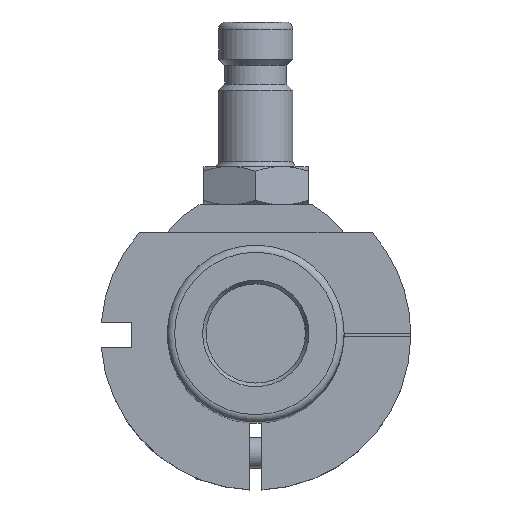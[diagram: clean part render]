
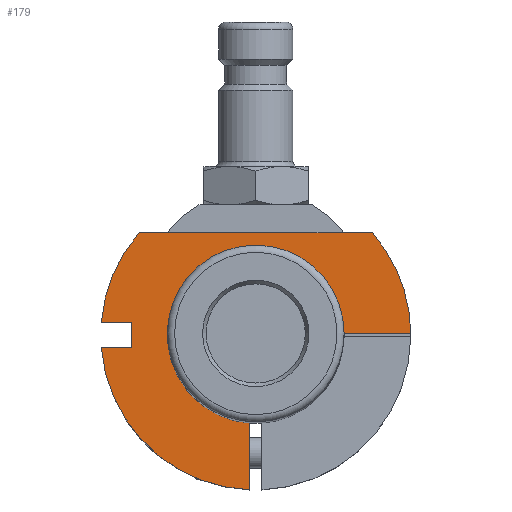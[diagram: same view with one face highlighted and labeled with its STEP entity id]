
A CAD part, top view. The second image highlights one B-rep face of the part: STEP entity #179.
In plain terms, the highlighted planar face has unit normal (0, 0, 1).
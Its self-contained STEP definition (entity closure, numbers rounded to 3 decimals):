
#127=FACE_OUTER_BOUND('',#367,.T.);
#179=ADVANCED_FACE('',(#127),#259,.T.);
#259=PLANE('',#1293);
#367=EDGE_LOOP('',(#576,#577,#578,#579,#580,#581,#582,#583,#584,#585));
#477=CIRCLE('',#1276,25.);
#483=CIRCLE('',#1285,25.);
#487=CIRCLE('',#1291,25.);
#488=CIRCLE('',#1292,14.25);
#576=ORIENTED_EDGE('',*,*,#1003,.T.);
#577=ORIENTED_EDGE('',*,*,#978,.F.);
#578=ORIENTED_EDGE('',*,*,#1004,.T.);
#579=ORIENTED_EDGE('',*,*,#991,.F.);
#580=ORIENTED_EDGE('',*,*,#1005,.T.);
#581=ORIENTED_EDGE('',*,*,#1006,.T.);
#582=ORIENTED_EDGE('',*,*,#1007,.F.);
#583=ORIENTED_EDGE('',*,*,#1008,.F.);
#584=ORIENTED_EDGE('',*,*,#1009,.T.);
#585=ORIENTED_EDGE('',*,*,#1010,.T.);
#867=VERTEX_POINT('',#1804);
#868=VERTEX_POINT('',#1806);
#878=VERTEX_POINT('',#1832);
#879=VERTEX_POINT('',#1833);
#888=VERTEX_POINT('',#1856);
#889=VERTEX_POINT('',#1859);
#890=VERTEX_POINT('',#1861);
#891=VERTEX_POINT('',#1863);
#892=VERTEX_POINT('',#1865);
#893=VERTEX_POINT('',#1867);
#978=EDGE_CURVE('',#867,#868,#477,.T.);
#991=EDGE_CURVE('',#878,#879,#483,.T.);
#1003=EDGE_CURVE('',#888,#868,#1149,.T.);
#1004=EDGE_CURVE('',#867,#879,#1150,.T.);
#1005=EDGE_CURVE('',#878,#889,#1151,.T.);
#1006=EDGE_CURVE('',#889,#890,#1152,.T.);
#1007=EDGE_CURVE('',#891,#890,#1153,.T.);
#1008=EDGE_CURVE('',#892,#891,#487,.T.);
#1009=EDGE_CURVE('',#892,#893,#1154,.T.);
#1010=EDGE_CURVE('',#893,#888,#488,.T.);
#1149=LINE('',#1855,#1220);
#1150=LINE('',#1857,#1221);
#1151=LINE('',#1858,#1222);
#1152=LINE('',#1860,#1223);
#1153=LINE('',#1862,#1224);
#1154=LINE('',#1866,#1225);
#1220=VECTOR('',#1480,1.);
#1221=VECTOR('',#1481,1.);
#1222=VECTOR('',#1482,1.);
#1223=VECTOR('',#1483,1.);
#1224=VECTOR('',#1484,1.);
#1225=VECTOR('',#1487,1.);
#1276=AXIS2_PLACEMENT_3D('',#1805,#1435,#1436);
#1285=AXIS2_PLACEMENT_3D('',#1831,#1460,#1461);
#1291=AXIS2_PLACEMENT_3D('',#1864,#1485,#1486);
#1292=AXIS2_PLACEMENT_3D('',#1868,#1488,#1489);
#1293=AXIS2_PLACEMENT_3D('',#1869,#1490,#1491);
#1435=DIRECTION('',(0.,0.,-1.));
#1436=DIRECTION('',(0.,-1.,0.));
#1460=DIRECTION('',(0.,0.,-1.));
#1461=DIRECTION('',(0.,-1.,0.));
#1480=DIRECTION('',(1.,0.,0.));
#1481=DIRECTION('',(-1.,0.,0.));
#1482=DIRECTION('',(1.,0.,0.));
#1483=DIRECTION('',(0.,-1.,0.));
#1484=DIRECTION('',(1.,0.,0.));
#1485=DIRECTION('',(0.,0.,-1.));
#1486=DIRECTION('',(0.,-1.,0.));
#1487=DIRECTION('',(0.,1.,0.));
#1488=DIRECTION('',(0.,0.,-1.));
#1489=DIRECTION('',(0.,-1.,0.));
#1490=DIRECTION('',(0.,0.,1.));
#1491=DIRECTION('',(0.,1.,0.));
#1804=CARTESIAN_POINT('',(18.782,16.5,-4.24));
#1805=CARTESIAN_POINT('',(0.,0.,-4.24));
#1806=CARTESIAN_POINT('',(24.999,0.25,-4.24));
#1831=CARTESIAN_POINT('',(0.,0.,-4.24));
#1832=CARTESIAN_POINT('',(-24.919,2.01,-4.24));
#1833=CARTESIAN_POINT('',(-18.782,16.5,-4.24));
#1855=CARTESIAN_POINT('',(10.,0.25,-4.24));
#1856=CARTESIAN_POINT('',(14.248,0.25,-4.24));
#1857=CARTESIAN_POINT('',(0.,16.5,-4.24));
#1858=CARTESIAN_POINT('',(-40.,2.01,-4.24));
#1859=CARTESIAN_POINT('',(-20.,2.01,-4.24));
#1860=CARTESIAN_POINT('',(-20.,2.01,-4.24));
#1861=CARTESIAN_POINT('',(-20.,-2.01,-4.24));
#1862=CARTESIAN_POINT('',(-40.,-2.01,-4.24));
#1863=CARTESIAN_POINT('',(-24.919,-2.01,-4.24));
#1864=CARTESIAN_POINT('',(0.,0.,-4.24));
#1865=CARTESIAN_POINT('',(-1.,-24.98,-4.24));
#1866=CARTESIAN_POINT('',(-1.,-39.5,-4.24));
#1867=CARTESIAN_POINT('',(-1.,-14.215,-4.24));
#1868=CARTESIAN_POINT('',(0.,0.,-4.24));
#1869=CARTESIAN_POINT('',(0.,0.,-4.24));
